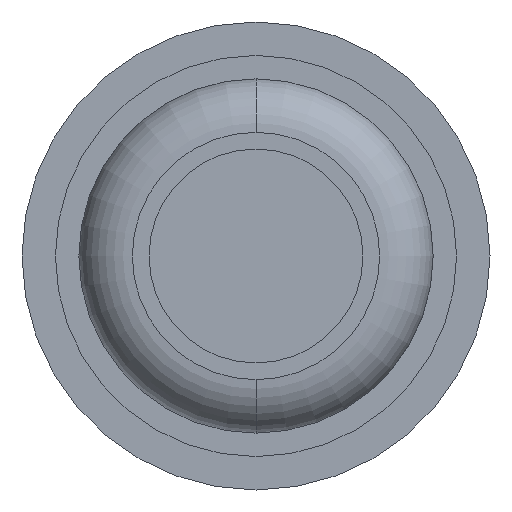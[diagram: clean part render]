
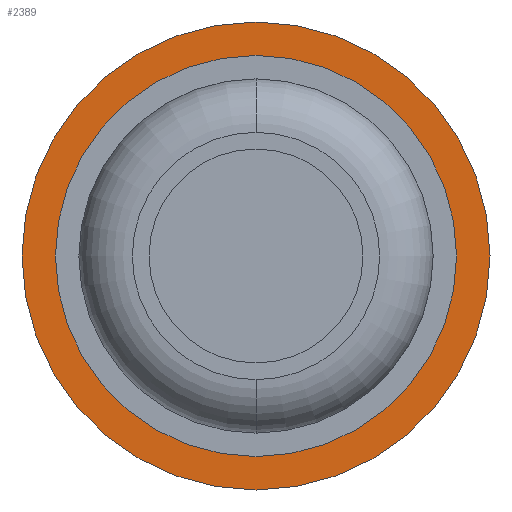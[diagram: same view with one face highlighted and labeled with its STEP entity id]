
A CAD part, front view. The second image highlights one B-rep face of the part: STEP entity #2389.
In plain terms, the highlighted planar face has unit normal (0, -1, 0).
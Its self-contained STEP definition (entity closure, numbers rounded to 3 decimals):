
#7 = DIRECTION ( 'NONE',  ( 0., -1., 0. ) ) ;
#116 = DIRECTION ( 'NONE',  ( 0., 1., 0. ) ) ;
#160 = AXIS2_PLACEMENT_3D ( 'NONE', #2138, #3229, #401 ) ;
#171 = DIRECTION ( 'NONE',  ( 0., 1., 0. ) ) ;
#232 = VERTEX_POINT ( 'NONE', #840 ) ;
#401 = DIRECTION ( 'NONE',  ( 0., 0., 1. ) ) ;
#427 = CARTESIAN_POINT ( 'NONE',  ( 0., -0.8, 0. ) ) ;
#490 = AXIS2_PLACEMENT_3D ( 'NONE', #930, #116, #2085 ) ;
#566 = PLANE ( 'NONE',  #634 ) ;
#567 = DIRECTION ( 'NONE',  ( 0., 1., 0. ) ) ;
#592 = CARTESIAN_POINT ( 'NONE',  ( 0., -0.8, 1.75 ) ) ;
#634 = AXIS2_PLACEMENT_3D ( 'NONE', #3151, #7, #1965 ) ;
#694 = DIRECTION ( 'NONE',  ( 0., 0., 1. ) ) ;
#698 = VERTEX_POINT ( 'NONE', #1075 ) ;
#831 = VERTEX_POINT ( 'NONE', #592 ) ;
#840 = CARTESIAN_POINT ( 'NONE',  ( 0., -0.8, -1.5 ) ) ;
#930 = CARTESIAN_POINT ( 'NONE',  ( 0., -0.8, 0. ) ) ;
#972 = AXIS2_PLACEMENT_3D ( 'NONE', #427, #171, #694 ) ;
#1075 = CARTESIAN_POINT ( 'NONE',  ( 0., -0.8, 1.5 ) ) ;
#1213 = CIRCLE ( 'NONE', #1888, 1.5 ) ;
#1282 = EDGE_CURVE ( 'Defeature ausgef�hrt2_6+Defeature ausgef�hrt2_5+Defeature ausgef�hrt2_5+Defeature ausgef�hrt2_5', #232, #698, #1213, .T. ) ;
#1290 = CIRCLE ( 'NONE', #160, 1.5 ) ;
#1346 = EDGE_CURVE ( 'Defeature ausgef�hrt2_7+Defeature ausgef�hrt2_6+Defeature ausgef�hrt2_6+Defeature ausgef�hrt2_6', #831, #3103, #1967, .T. ) ;
#1432 = DIRECTION ( 'NONE',  ( 0., 0., 1. ) ) ;
#1691 = ORIENTED_EDGE ( 'NONE', *, *, #2622, .T. ) ;
#1888 = AXIS2_PLACEMENT_3D ( 'NONE', #2313, #567, #1432 ) ;
#1901 = EDGE_CURVE ( 'Defeature ausgef�hrt2_7+Defeature ausgef�hrt2_6+Defeature ausgef�hrt2_6+Defeature ausgef�hrt2_6', #3103, #831, #2414, .T. ) ;
#1965 = DIRECTION ( 'NONE',  ( 0., 0., -1. ) ) ;
#1967 = CIRCLE ( 'NONE', #490, 1.75 ) ;
#2085 = DIRECTION ( 'NONE',  ( 0., 0., 1. ) ) ;
#2120 = ORIENTED_EDGE ( 'NONE', *, *, #1901, .F. ) ;
#2138 = CARTESIAN_POINT ( 'NONE',  ( 0., -0.8, 0. ) ) ;
#2184 = EDGE_LOOP ( 'NONE', ( #1691, #3058 ) ) ;
#2313 = CARTESIAN_POINT ( 'NONE',  ( 0., -0.8, 0. ) ) ;
#2389 = ADVANCED_FACE ( 'Defeature ausgef�hrt2_6', ( #2579, #3167 ), #566, .T. ) ;
#2414 = CIRCLE ( 'NONE', #972, 1.75 ) ;
#2579 = FACE_BOUND ( 'NONE', #2184, .T. ) ;
#2622 = EDGE_CURVE ( 'Defeature ausgef�hrt2_6+Defeature ausgef�hrt2_5+Defeature ausgef�hrt2_5+Defeature ausgef�hrt2_5', #698, #232, #1290, .T. ) ;
#2716 = CARTESIAN_POINT ( 'NONE',  ( 0., -0.8, -1.75 ) ) ;
#2929 = EDGE_LOOP ( 'NONE', ( #3550, #2120 ) ) ;
#3058 = ORIENTED_EDGE ( 'NONE', *, *, #1282, .T. ) ;
#3103 = VERTEX_POINT ( 'NONE', #2716 ) ;
#3151 = CARTESIAN_POINT ( 'NONE',  ( -1.75, -0.8, 0. ) ) ;
#3167 = FACE_OUTER_BOUND ( 'NONE', #2929, .T. ) ;
#3229 = DIRECTION ( 'NONE',  ( 0., 1., 0. ) ) ;
#3550 = ORIENTED_EDGE ( 'NONE', *, *, #1346, .F. ) ;
